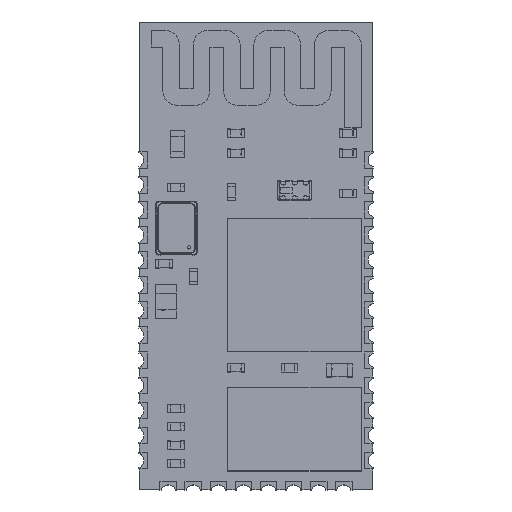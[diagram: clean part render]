
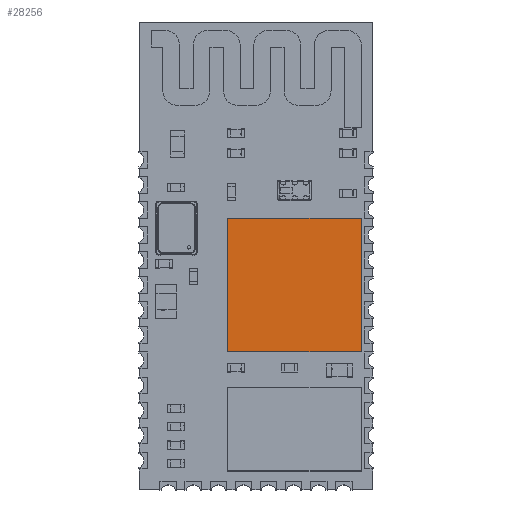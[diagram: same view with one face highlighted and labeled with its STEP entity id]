
A CAD part, top view. The second image highlights one B-rep face of the part: STEP entity #28256.
In plain terms, the highlighted planar face has unit normal (0, 0, 1).
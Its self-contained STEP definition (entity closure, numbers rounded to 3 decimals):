
#21557 = VERTEX_POINT('',#21558);
#21558 = CARTESIAN_POINT('',(12.657,14.476,2.35));
#21564 = EDGE_CURVE('',#21557,#21565,#21567,.T.);
#21565 = VERTEX_POINT('',#21566);
#21566 = CARTESIAN_POINT('',(12.657,6.476,2.35));
#21567 = LINE('',#21568,#21569);
#21568 = CARTESIAN_POINT('',(12.657,6.476,2.35));
#21569 = VECTOR('',#21570,1.);
#21570 = DIRECTION('',(0.,-1.,0.));
#21588 = VERTEX_POINT('',#21589);
#21589 = CARTESIAN_POINT('',(4.657,14.476,2.35));
#21595 = EDGE_CURVE('',#21588,#21557,#21596,.T.);
#21596 = LINE('',#21597,#21598);
#21597 = CARTESIAN_POINT('',(12.657,14.476,2.35));
#21598 = VECTOR('',#21599,1.);
#21599 = DIRECTION('',(1.,0.,0.));
#21612 = VERTEX_POINT('',#21613);
#21613 = CARTESIAN_POINT('',(4.657,6.476,2.35));
#21619 = EDGE_CURVE('',#21612,#21588,#21620,.T.);
#21620 = LINE('',#21621,#21622);
#21621 = CARTESIAN_POINT('',(4.657,14.476,2.35));
#21622 = VECTOR('',#21623,1.);
#21623 = DIRECTION('',(0.,1.,0.));
#21636 = EDGE_CURVE('',#21565,#21612,#21637,.T.);
#21637 = LINE('',#21638,#21639);
#21638 = CARTESIAN_POINT('',(4.657,6.476,2.35));
#21639 = VECTOR('',#21640,1.);
#21640 = DIRECTION('',(-1.,0.,0.));
#28256 = ADVANCED_FACE('',(#28257),#28263,.T.);
#28257 = FACE_BOUND('',#28258,.T.);
#28258 = EDGE_LOOP('',(#28259,#28260,#28261,#28262));
#28259 = ORIENTED_EDGE('',*,*,#21619,.F.);
#28260 = ORIENTED_EDGE('',*,*,#21636,.F.);
#28261 = ORIENTED_EDGE('',*,*,#21564,.F.);
#28262 = ORIENTED_EDGE('',*,*,#21595,.F.);
#28263 = PLANE('',#28264);
#28264 = AXIS2_PLACEMENT_3D('',#28265,#28266,#28267);
#28265 = CARTESIAN_POINT('',(-0.643,17.976,2.35));
#28266 = DIRECTION('',(0.,0.,1.));
#28267 = DIRECTION('',(1.,0.,0.));
